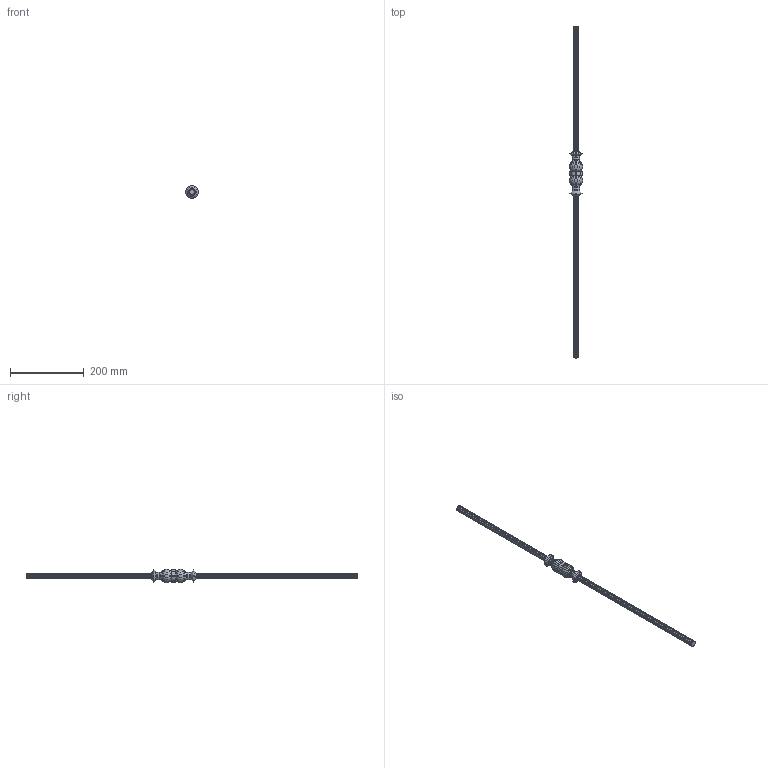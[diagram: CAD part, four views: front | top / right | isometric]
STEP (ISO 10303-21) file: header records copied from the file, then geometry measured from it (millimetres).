
FILE_DESCRIPTION (( 'STEP AP203' ), '1' );
FILE_NAME ('1247.step', '2023-06-26T07:31:38', ( '' ), ( '' ), 'SwSTEP 2.0', 'SolidWorks 2018', '' );
FILE_SCHEMA (( 'CONFIG_CONTROL_DESIGN' ));
Length unit declared in the file: millimetre
Products named in the file (1): 1247
Bounding box: 35.56 x 900 x 35.56 mm (x, y, z)
Volume: 212254.6 mm3; surface area: 50810 mm2
Topology: 1 solids, 1 shells, 760 faces, 1771 edges, 1034 vertices
Faces by surface type: plane 386, cylinder 278, bspline 96
Entity records: 24203 total; most frequent: CARTESIAN_POINT 8583, ORIENTED_EDGE 3542, DIRECTION 2645, EDGE_CURVE 1771, LINE 1303, VECTOR 1303, VERTEX_POINT 1034, EDGE_LOOP 781
